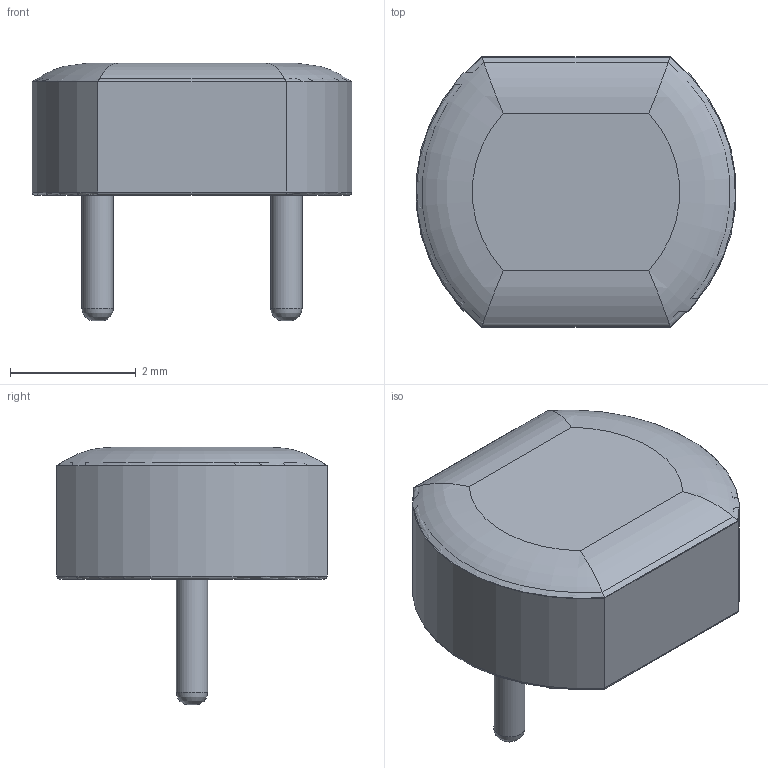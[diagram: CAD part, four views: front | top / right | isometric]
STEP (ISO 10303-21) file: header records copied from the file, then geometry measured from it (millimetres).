
FILE_DESCRIPTION(/* description */ (''),/* implementation_level */ '2;1');
FILE_NAME(/* name */ 'Accurate GL55 v6.step',/* time_stamp */ '2021-01-28T09:19:47+02:00',/* author */ (''),/* organization */ (''),/* preprocessor_version */ 'ST-DEVELOPER v18.1',/* originating_system */ 'Autodesk Translation Framework v9.7.1.1290',/* authorisation */ '');
FILE_SCHEMA (('AUTOMOTIVE_DESIGN { 1 0 10303 214 3 1 1 }'));
Length unit declared in the file: millimetre
Products named in the file (1): Accurate GL55
Bounding box: 5.08 x 4.3 x 4.1 mm (x, y, z)
Volume: 42.3 mm3; surface area: 182.6 mm2
Topology: 9 solids, 9 shells, 78 faces, 174 edges, 114 vertices
Faces by surface type: plane 36, cylinder 30, torus 8, bspline 2, cone 2
Full cylindrical faces by diameter (mm): 0.5 x8
Entity records: 2406 total; most frequent: CARTESIAN_POINT 571, DIRECTION 382, ORIENTED_EDGE 348, EDGE_CURVE 174, AXIS2_PLACEMENT_3D 147, VERTEX_POINT 114, LINE 88, VECTOR 88
